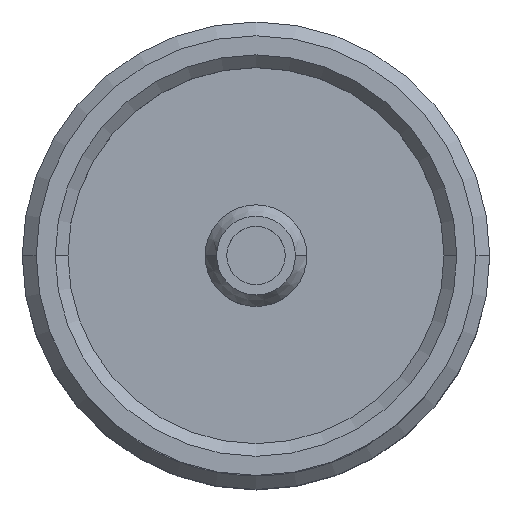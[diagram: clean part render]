
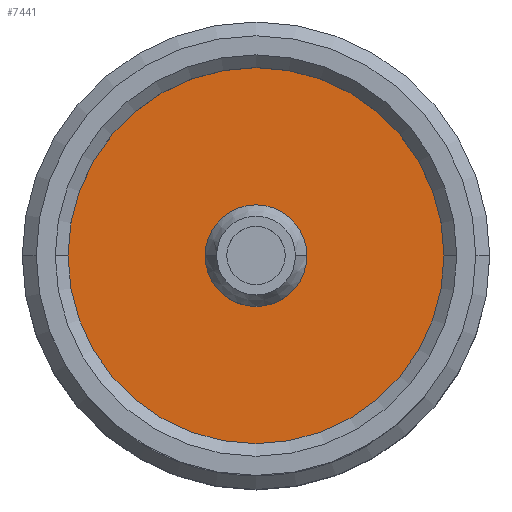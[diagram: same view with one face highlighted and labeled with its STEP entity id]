
A CAD part, top view. The second image highlights one B-rep face of the part: STEP entity #7441.
In plain terms, the highlighted planar face has unit normal (0, 0, 1).
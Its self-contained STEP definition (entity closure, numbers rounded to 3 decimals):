
#34 = VERTEX_POINT ( 'NONE', #3446 ) ;
#55 = DIRECTION ( 'NONE',  ( 1., 0., 0. ) ) ;
#631 = CIRCLE ( 'NONE', #8115, 2. ) ;
#779 = EDGE_LOOP ( 'NONE', ( #5684, #4014 ) ) ;
#849 = CARTESIAN_POINT ( 'NONE',  ( -7.4, 0., 4.4 ) ) ;
#900 = ORIENTED_EDGE ( 'NONE', *, *, #1364, .F. ) ;
#1318 = VERTEX_POINT ( 'NONE', #10138 ) ;
#1364 = EDGE_CURVE ( 'NONE', #11654, #34, #9849, .T. ) ;
#1805 = DIRECTION ( 'NONE',  ( 1., 0., 0. ) ) ;
#2387 = CARTESIAN_POINT ( 'NONE',  ( 0., 0., 4.4 ) ) ;
#2695 = CARTESIAN_POINT ( 'NONE',  ( 0., 0., 4.4 ) ) ;
#3158 = EDGE_CURVE ( 'NONE', #34, #11654, #8499, .T. ) ;
#3332 = DIRECTION ( 'NONE',  ( 1., 0., 0. ) ) ;
#3385 = VERTEX_POINT ( 'NONE', #11043 ) ;
#3446 = CARTESIAN_POINT ( 'NONE',  ( 7.4, 0., 4.4 ) ) ;
#3646 = DIRECTION ( 'NONE',  ( 1., 0., 0. ) ) ;
#4014 = ORIENTED_EDGE ( 'NONE', *, *, #6341, .T. ) ;
#5476 = DIRECTION ( 'NONE',  ( 0., 0., -1. ) ) ;
#5630 = DIRECTION ( 'NONE',  ( 0., 0., -1. ) ) ;
#5684 = ORIENTED_EDGE ( 'NONE', *, *, #9407, .T. ) ;
#6341 = EDGE_CURVE ( 'NONE', #3385, #1318, #10039, .T. ) ;
#6364 = FACE_OUTER_BOUND ( 'NONE', #7264, .T. ) ;
#6441 = CARTESIAN_POINT ( 'NONE',  ( 0., 0., 4.4 ) ) ;
#6712 = AXIS2_PLACEMENT_3D ( 'NONE', #2387, #8914, #3332 ) ;
#7049 = ORIENTED_EDGE ( 'NONE', *, *, #3158, .F. ) ;
#7264 = EDGE_LOOP ( 'NONE', ( #7049, #900 ) ) ;
#7351 = DIRECTION ( 'NONE',  ( 0., 0., 1. ) ) ;
#7441 = ADVANCED_FACE ( 'NONE', ( #8557, #6364 ), #12006, .T. ) ;
#8115 = AXIS2_PLACEMENT_3D ( 'NONE', #11025, #5476, #11976 ) ;
#8499 = CIRCLE ( 'NONE', #6712, 7.4 ) ;
#8557 = FACE_BOUND ( 'NONE', #779, .T. ) ;
#8914 = DIRECTION ( 'NONE',  ( 0., 0., -1. ) ) ;
#9233 = DIRECTION ( 'NONE',  ( 0., 0., -1. ) ) ;
#9301 = AXIS2_PLACEMENT_3D ( 'NONE', #2695, #9233, #3646 ) ;
#9407 = EDGE_CURVE ( 'NONE', #1318, #3385, #631, .T. ) ;
#9849 = CIRCLE ( 'NONE', #11560, 7.4 ) ;
#10039 = CIRCLE ( 'NONE', #9301, 2. ) ;
#10138 = CARTESIAN_POINT ( 'NONE',  ( 2., 0., 4.4 ) ) ;
#11025 = CARTESIAN_POINT ( 'NONE',  ( 0., 0., 4.4 ) ) ;
#11043 = CARTESIAN_POINT ( 'NONE',  ( -2., 0., 4.4 ) ) ;
#11189 = CARTESIAN_POINT ( 'NONE',  ( 0., 0., 4.4 ) ) ;
#11560 = AXIS2_PLACEMENT_3D ( 'NONE', #11189, #5630, #55 ) ;
#11654 = VERTEX_POINT ( 'NONE', #849 ) ;
#11976 = DIRECTION ( 'NONE',  ( 1., 0., 0. ) ) ;
#11984 = AXIS2_PLACEMENT_3D ( 'NONE', #6441, #7351, #1805 ) ;
#12006 = PLANE ( 'NONE',  #11984 ) ;
